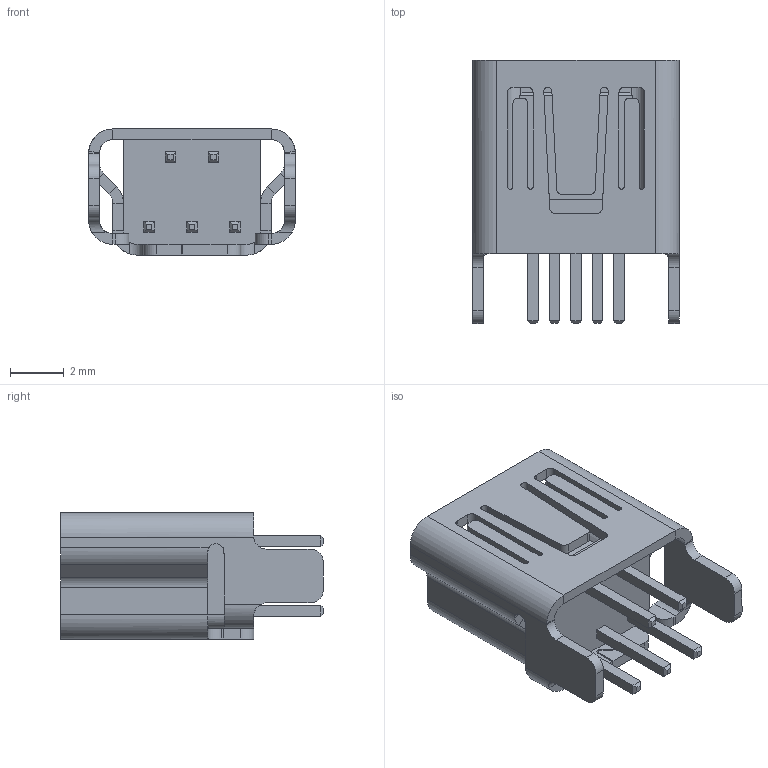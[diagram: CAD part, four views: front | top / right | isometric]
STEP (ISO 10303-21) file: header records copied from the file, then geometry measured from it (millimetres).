
FILE_DESCRIPTION (( 'STEP AP214' ), '1' );
FILE_NAME ('User Library-Mini USB UE25BEX510X.STEP', '2019-10-18T15:22:31', ( '' ), ( '' ), 'SwSTEP 2.0', 'SolidWorks 2019', '' );
FILE_SCHEMA (( 'AUTOMOTIVE_DESIGN' ));
Length unit declared in the file: millimetre
Products named in the file (1): User Library-Mini USB UE25BEX510X
Bounding box: 7.7 x 9.8 x 4.7 mm (x, y, z)
Volume: 98.8 mm3; surface area: 516.7 mm2
Topology: 6 solids, 6 shells, 354 faces, 890 edges, 550 vertices
Faces by surface type: plane 267, cylinder 81, bspline 6
Entity records: 14053 total; most frequent: CARTESIAN_POINT 2001, ORIENTED_EDGE 1780, DIRECTION 1726, EDGE_CURVE 890, VECTOR 712, LINE 712, VERTEX_POINT 550, AXIS2_PLACEMENT_3D 507
